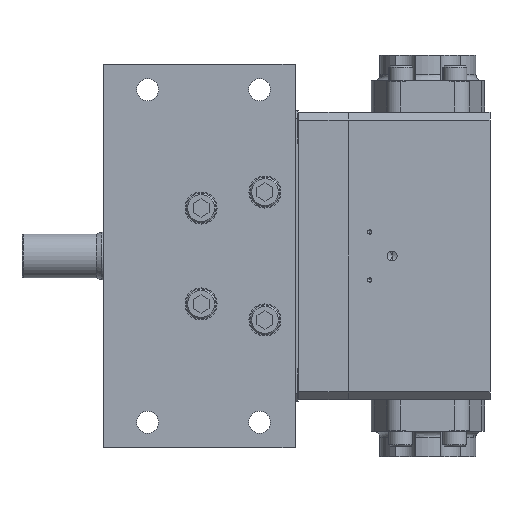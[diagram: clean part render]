
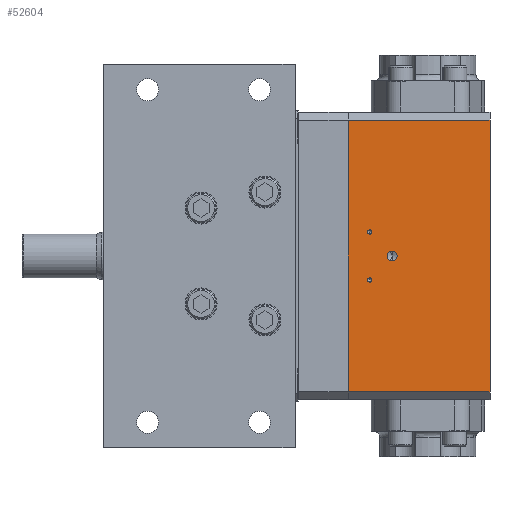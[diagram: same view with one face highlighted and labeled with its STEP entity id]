
A CAD part, front view. The second image highlights one B-rep face of the part: STEP entity #52604.
In plain terms, the highlighted planar face has unit normal (0, -1, 0).
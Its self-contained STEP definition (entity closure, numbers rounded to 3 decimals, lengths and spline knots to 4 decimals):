
#1547 = CARTESIAN_POINT ( 'NONE',  ( 5.83, -4.46, 4.54 ) ) ;
#2135 = ORIENTED_EDGE ( 'NONE', *, *, #29294, .T. ) ;
#2209 = CARTESIAN_POINT ( 'NONE',  ( 7.0185, -4.46, -0.1563 ) ) ;
#2831 = CARTESIAN_POINT ( 'NONE',  ( 5.6535, -4.46, 4.25 ) ) ;
#3434 = EDGE_CURVE ( 'Defeatured_0_1669+Defeatured_0_1645+Defeatured_0_1668+Defeatured_0_1634', #46823, #68230, #25356, .T. ) ;
#3982 = DIRECTION ( 'NONE',  ( -1., 0., 0. ) ) ;
#4413 = CARTESIAN_POINT ( 'NONE',  ( 5.647, -4.46, -3.4795 ) ) ;
#5424 = VERTEX_POINT ( 'NONE', #8014 ) ;
#5709 = DIRECTION ( 'NONE',  ( 0., -1., 0. ) ) ;
#5836 = EDGE_CURVE ( 'Defeatured_0_1643+Defeatured_0_1645+Defeatured_0_1631+Defeatured_0_1641', #29951, #57620, #30773, .T. ) ;
#6377 = AXIS2_PLACEMENT_3D ( 'NONE', #69517, #16217, #63277 ) ;
#6394 = CIRCLE ( 'NONE', #47384, 0.0645 ) ;
#6604 = PLANE ( 'NONE',  #72954 ) ;
#7583 = LINE ( 'NONE', #36409, #64009 ) ;
#7807 = CARTESIAN_POINT ( 'NONE',  ( 5.6535, -4.46, 4.54 ) ) ;
#8014 = CARTESIAN_POINT ( 'NONE',  ( 10.0785, -4.46, 4.25 ) ) ;
#9604 = CARTESIAN_POINT ( 'NONE',  ( 6.3185, -4.46, 0.75 ) ) ;
#10019 = VECTOR ( 'NONE', #31232, 39.3701 ) ;
#10475 = EDGE_CURVE ( 'Defeatured_0_1508+Defeatured_0_1645+Defeatured_0_1645+Defeatured_0_1645', #22479, #10878, #36076, .T. ) ;
#10878 = VERTEX_POINT ( 'NONE', #27817 ) ;
#12773 = EDGE_CURVE ( 'Defeatured_0_1508+Defeatured_0_1645+Defeatured_0_1645+Defeatured_0_1645', #10878, #22479, #6394, .T. ) ;
#13705 = CARTESIAN_POINT ( 'NONE',  ( 6.3185, -4.46, -0.8145 ) ) ;
#14481 = EDGE_CURVE ( 'Defeatured_0_1641+Defeatured_0_1645+Defeatured_0_1643+Defeatured_0_1', #57620, #77031, #63121, .T. ) ;
#15056 = ORIENTED_EDGE ( 'NONE', *, *, #3434, .F. ) ;
#15563 = CIRCLE ( 'NONE', #66519, 0.1563 ) ;
#15954 = CARTESIAN_POINT ( 'NONE',  ( 7.0185, -4.46, 0. ) ) ;
#16217 = DIRECTION ( 'NONE',  ( 0., -1., 0. ) ) ;
#17055 = VERTEX_POINT ( 'NONE', #2209 ) ;
#17894 = VECTOR ( 'NONE', #71340, 39.3701 ) ;
#18799 = LINE ( 'NONE', #73235, #10019 ) ;
#19889 = EDGE_CURVE ( 'Defeatured_0_1668+Defeatured_0_1645+Defeatured_0_1+Defeatured_0_1669', #54750, #46823, #18799, .T. ) ;
#22479 = VERTEX_POINT ( 'NONE', #62547 ) ;
#22751 = LINE ( 'NONE', #41001, #57736 ) ;
#22985 = FACE_OUTER_BOUND ( 'NONE', #57683, .T. ) ;
#25308 = EDGE_CURVE ( 'Defeatured_0_1645+Defeatured_0_1634+Defeatured_0_1626+Defeatured_0_1669', #5424, #68230, #72113, .T. ) ;
#25356 = LINE ( 'NONE', #7807, #47393 ) ;
#25374 = CARTESIAN_POINT ( 'NONE',  ( 6.3185, -4.46, 0.75 ) ) ;
#25375 = DIRECTION ( 'NONE',  ( 0., 0., -1. ) ) ;
#26086 = CARTESIAN_POINT ( 'NONE',  ( 6.3185, -4.46, -0.6855 ) ) ;
#26431 = VERTEX_POINT ( 'NONE', #65786 ) ;
#26651 = CARTESIAN_POINT ( 'NONE',  ( 5.6535, -4.46, 3.4795 ) ) ;
#27817 = CARTESIAN_POINT ( 'NONE',  ( 6.3185, -4.46, 0.8145 ) ) ;
#28782 = CIRCLE ( 'NONE', #6377, 0.0645 ) ;
#28789 = ORIENTED_EDGE ( 'NONE', *, *, #73318, .F. ) ;
#29294 = EDGE_CURVE ( 'Defeatured_0_1645+Defeatured_0_1631+Defeatured_0_1643+Defeatured_0_1626', #29951, #58097, #7583, .T. ) ;
#29951 = VERTEX_POINT ( 'NONE', #76619 ) ;
#30773 = LINE ( 'NONE', #59941, #76007 ) ;
#30812 = CARTESIAN_POINT ( 'NONE',  ( 6.3185, -4.46, -0.75 ) ) ;
#31232 = DIRECTION ( 'NONE',  ( 1., 0., 0. ) ) ;
#31740 = AXIS2_PLACEMENT_3D ( 'NONE', #30812, #37394, #25375 ) ;
#32096 = ORIENTED_EDGE ( 'NONE', *, *, #34619, .T. ) ;
#32689 = ORIENTED_EDGE ( 'NONE', *, *, #58975, .F. ) ;
#33453 = CIRCLE ( 'NONE', #40904, 0.1563 ) ;
#34619 = EDGE_CURVE ( 'Defeatured_0_1645+Defeatured_0_1+Defeatured_0_1668+Defeatured_0_1641', #54750, #77031, #71686, .T. ) ;
#35925 = CARTESIAN_POINT ( 'NONE',  ( 5.6385, -4.46, 4.25 ) ) ;
#36076 = CIRCLE ( 'NONE', #74557, 0.0645 ) ;
#36409 = CARTESIAN_POINT ( 'NONE',  ( 10.1335, -4.46, -4.25 ) ) ;
#36455 = DIRECTION ( 'NONE',  ( 0., 0., -1. ) ) ;
#36658 = CARTESIAN_POINT ( 'NONE',  ( 5.647, -4.46, 4.54 ) ) ;
#36887 = EDGE_CURVE ( 'Defeatured_0_1509+Defeatured_0_1645+Defeatured_0_1645+Defeatured_0_1645', #55120, #71799, #28782, .T. ) ;
#37024 = DIRECTION ( 'NONE',  ( 0., -1., 0. ) ) ;
#37394 = DIRECTION ( 'NONE',  ( 0., -1., 0. ) ) ;
#38066 = DIRECTION ( 'NONE',  ( 0., 0., -1. ) ) ;
#38079 = ORIENTED_EDGE ( 'NONE', *, *, #5836, .F. ) ;
#40419 = ORIENTED_EDGE ( 'NONE', *, *, #36887, .F. ) ;
#40904 = AXIS2_PLACEMENT_3D ( 'NONE', #15954, #57566, #63010 ) ;
#41001 = CARTESIAN_POINT ( 'NONE',  ( 10.0785, -4.46, -4.25 ) ) ;
#41427 = ORIENTED_EDGE ( 'NONE', *, *, #19889, .F. ) ;
#43171 = DIRECTION ( 'NONE',  ( 0., 1., 0. ) ) ;
#46492 = CARTESIAN_POINT ( 'NONE',  ( 5.647, -4.46, 3.4795 ) ) ;
#46823 = VERTEX_POINT ( 'NONE', #26651 ) ;
#47384 = AXIS2_PLACEMENT_3D ( 'NONE', #25374, #37024, #57063 ) ;
#47393 = VECTOR ( 'NONE', #71651, 39.3701 ) ;
#48244 = FACE_BOUND ( 'NONE', #71426, .T. ) ;
#48355 = EDGE_LOOP ( 'NONE', ( #69711, #72891 ) ) ;
#48621 = FACE_BOUND ( 'NONE', #74459, .T. ) ;
#49320 = EDGE_CURVE ( 'Defeatured_0_1626+Defeatured_0_1645+Defeatured_0_1634+Defeatured_0_1631', #5424, #58097, #22751, .T. ) ;
#52361 = VECTOR ( 'NONE', #3982, 39.3701 ) ;
#52458 = ORIENTED_EDGE ( 'NONE', *, *, #73417, .F. ) ;
#52604 = ADVANCED_FACE ( 'Defeatured_0_1645', ( #22985, #48244, #48621, #72383 ), #6604, .F. ) ;
#54089 = DIRECTION ( 'NONE',  ( 0., 0., 1. ) ) ;
#54750 = VERTEX_POINT ( 'NONE', #46492 ) ;
#55120 = VERTEX_POINT ( 'NONE', #13705 ) ;
#55665 = ORIENTED_EDGE ( 'NONE', *, *, #25308, .T. ) ;
#55926 = DIRECTION ( 'NONE',  ( 0., -1., 0. ) ) ;
#57063 = DIRECTION ( 'NONE',  ( 0., 0., -1. ) ) ;
#57277 = CARTESIAN_POINT ( 'NONE',  ( 5.6535, -4.46, -3.4795 ) ) ;
#57552 = CARTESIAN_POINT ( 'NONE',  ( 10.0785, -4.46, -4.25 ) ) ;
#57566 = DIRECTION ( 'NONE',  ( 0., -1., 0. ) ) ;
#57620 = VERTEX_POINT ( 'NONE', #69898 ) ;
#57683 = EDGE_LOOP ( 'NONE', ( #41427, #32096, #71439, #38079, #2135, #75314, #55665, #15056 ) ) ;
#57736 = VECTOR ( 'NONE', #64737, 39.3701 ) ;
#58097 = VERTEX_POINT ( 'NONE', #57552 ) ;
#58975 = EDGE_CURVE ( 'Defeatured_0_1510+Defeatured_0_1645+Defeatured_0_1645+Defeatured_0_1645', #26431, #17055, #33453, .T. ) ;
#59941 = CARTESIAN_POINT ( 'NONE',  ( 5.6535, -4.46, 4.54 ) ) ;
#60567 = CARTESIAN_POINT ( 'NONE',  ( 7.0185, -4.46, 0. ) ) ;
#60712 = DIRECTION ( 'NONE',  ( 0., 0., 1. ) ) ;
#62547 = CARTESIAN_POINT ( 'NONE',  ( 6.3185, -4.46, 0.6855 ) ) ;
#63010 = DIRECTION ( 'NONE',  ( 0., 0., -1. ) ) ;
#63121 = LINE ( 'NONE', #57277, #52361 ) ;
#63203 = VECTOR ( 'NONE', #65057, 39.3701 ) ;
#63277 = DIRECTION ( 'NONE',  ( 0., 0., -1. ) ) ;
#64009 = VECTOR ( 'NONE', #72973, 39.3701 ) ;
#64737 = DIRECTION ( 'NONE',  ( 0., 0., -1. ) ) ;
#65057 = DIRECTION ( 'NONE',  ( 0., 0., -1. ) ) ;
#65786 = CARTESIAN_POINT ( 'NONE',  ( 7.0185, -4.46, 0.1563 ) ) ;
#66519 = AXIS2_PLACEMENT_3D ( 'NONE', #60567, #5709, #36455 ) ;
#68230 = VERTEX_POINT ( 'NONE', #2831 ) ;
#69517 = CARTESIAN_POINT ( 'NONE',  ( 6.3185, -4.46, -0.75 ) ) ;
#69711 = ORIENTED_EDGE ( 'NONE', *, *, #10475, .F. ) ;
#69898 = CARTESIAN_POINT ( 'NONE',  ( 5.6535, -4.46, -3.4795 ) ) ;
#71340 = DIRECTION ( 'NONE',  ( -1., 0., 0. ) ) ;
#71426 = EDGE_LOOP ( 'NONE', ( #52458, #32689 ) ) ;
#71439 = ORIENTED_EDGE ( 'NONE', *, *, #14481, .F. ) ;
#71651 = DIRECTION ( 'NONE',  ( 0., 0., 1. ) ) ;
#71686 = LINE ( 'NONE', #36658, #63203 ) ;
#71799 = VERTEX_POINT ( 'NONE', #26086 ) ;
#72113 = LINE ( 'NONE', #35925, #17894 ) ;
#72383 = FACE_BOUND ( 'NONE', #48355, .T. ) ;
#72749 = CIRCLE ( 'NONE', #31740, 0.0645 ) ;
#72891 = ORIENTED_EDGE ( 'NONE', *, *, #12773, .F. ) ;
#72954 = AXIS2_PLACEMENT_3D ( 'NONE', #1547, #43171, #54089 ) ;
#72973 = DIRECTION ( 'NONE',  ( 1., 0., 0. ) ) ;
#73235 = CARTESIAN_POINT ( 'NONE',  ( 5.6535, -4.46, 3.4795 ) ) ;
#73318 = EDGE_CURVE ( 'Defeatured_0_1509+Defeatured_0_1645+Defeatured_0_1645+Defeatured_0_1645', #71799, #55120, #72749, .T. ) ;
#73417 = EDGE_CURVE ( 'Defeatured_0_1510+Defeatured_0_1645+Defeatured_0_1645+Defeatured_0_1645', #17055, #26431, #15563, .T. ) ;
#74459 = EDGE_LOOP ( 'NONE', ( #40419, #28789 ) ) ;
#74557 = AXIS2_PLACEMENT_3D ( 'NONE', #9604, #55926, #38066 ) ;
#75314 = ORIENTED_EDGE ( 'NONE', *, *, #49320, .F. ) ;
#76007 = VECTOR ( 'NONE', #60712, 39.3701 ) ;
#76619 = CARTESIAN_POINT ( 'NONE',  ( 5.6535, -4.46, -4.25 ) ) ;
#77031 = VERTEX_POINT ( 'NONE', #4413 ) ;
